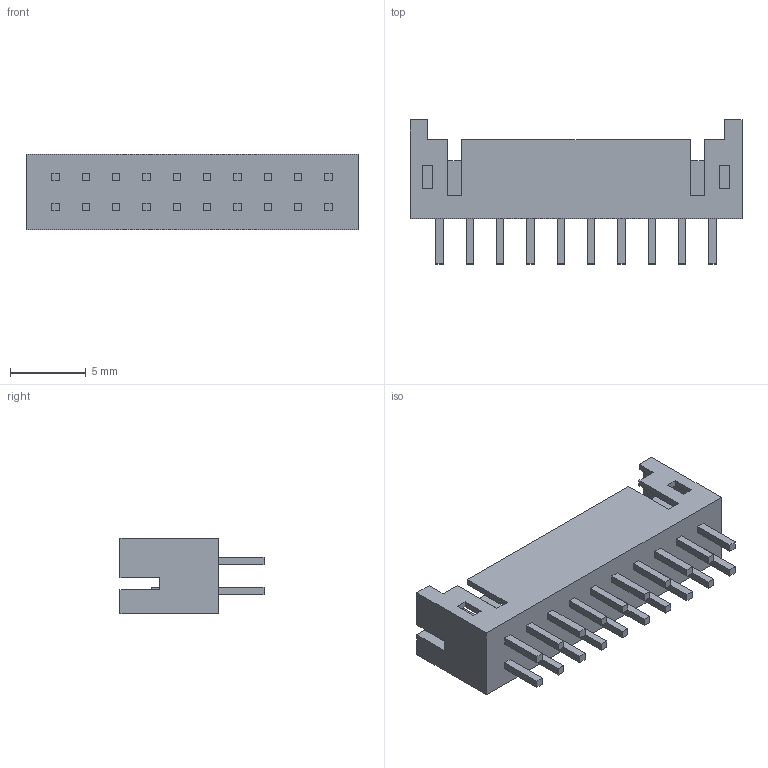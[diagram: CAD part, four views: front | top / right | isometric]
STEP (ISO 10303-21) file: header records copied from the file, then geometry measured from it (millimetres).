
FILE_DESCRIPTION (( 'STEP AP214' ), '1' );
FILE_NAME ('B20B-PHDSS.STEP', '2010-06-11T08:51:49', ( '9g-mnaganawa' ), ( 'ｊｓｔ－ｏｅｃ' ), 'SwSTEP 2.0', 'SolidWorks 2005235', '' );
FILE_SCHEMA (( 'AUTOMOTIVE_DESIGN' ));
Length unit declared in the file: millimetre
Products named in the file (1): B20B-PHDSS
Bounding box: 21.9 x 9.5 x 5 mm (x, y, z)
Volume: 279.8 mm3; surface area: 913.8 mm2
Topology: 1 solids, 1 shells, 250 faces, 624 edges, 416 vertices
Faces by surface type: plane 250
Entity records: 9519 total; most frequent: CARTESIAN_POINT 1291, ORIENTED_EDGE 1248, DIRECTION 1126, EDGE_CURVE 624, LINE 624, VECTOR 624, VERTEX_POINT 416, EDGE_LOOP 294
